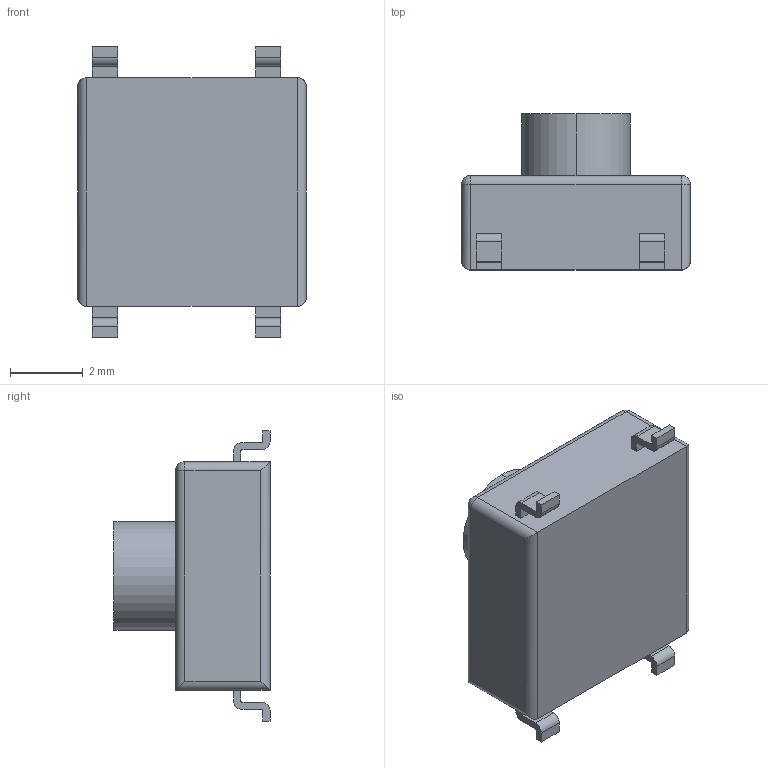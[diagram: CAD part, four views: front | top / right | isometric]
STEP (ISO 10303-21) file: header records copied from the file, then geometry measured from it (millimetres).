
FILE_DESCRIPTION (( 'STEP AP214' ), '1' );
FILE_NAME ('b3fs-1012.STEP', '2022-12-19T14:33:49', ( '' ), ( '' ), 'SwSTEP 2.0', 'SolidWorks 2022', '' );
FILE_SCHEMA (( 'AUTOMOTIVE_DESIGN' ));
Length unit declared in the file: inch
Products named in the file (1): b3fs-1012
Bounding box: 6.3 x 4.3 x 8 mm (x, y, z)
Volume: 115.5 mm3; surface area: 167.4 mm2
Topology: 1 solids, 1 shells, 72 faces, 185 edges, 118 vertices
Faces by surface type: plane 43, cylinder 27, sphere 2
Entity records: 2414 total; most frequent: CARTESIAN_POINT 392, ORIENTED_EDGE 366, DIRECTION 365, EDGE_CURVE 183, VECTOR 135, LINE 135, VERTEX_POINT 118, AXIS2_PLACEMENT_3D 115
